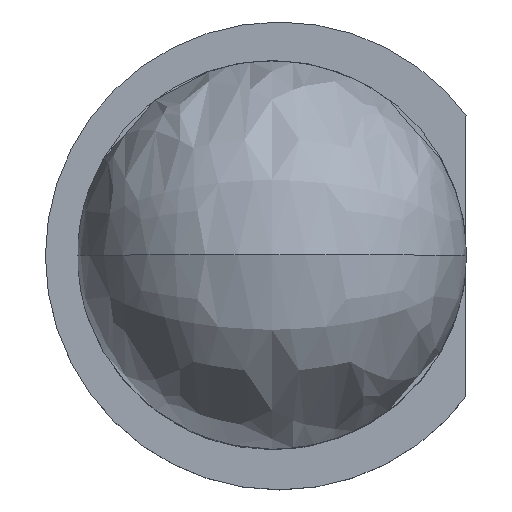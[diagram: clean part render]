
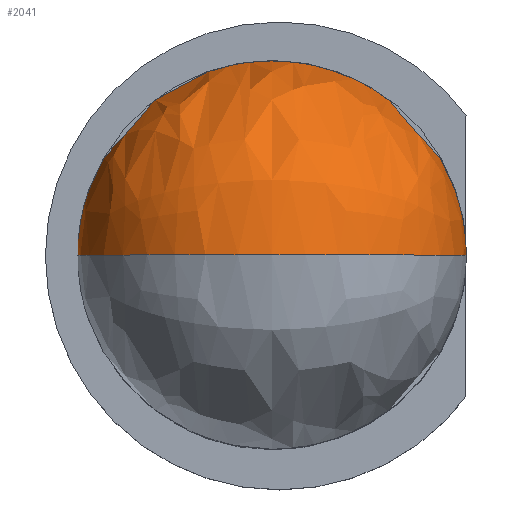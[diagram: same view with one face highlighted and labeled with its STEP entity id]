
A CAD part, top view. The second image highlights one B-rep face of the part: STEP entity #2041.
In plain terms, the highlighted free-form (B-spline) face has degree [3, 3] with [4, 4] control points.
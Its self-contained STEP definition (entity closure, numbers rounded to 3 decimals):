
#183 =( BOUNDED_SURFACE ( )  B_SPLINE_SURFACE ( 3, 3, ( 
 ( #1117, #1963, #2232, #3106 ),
 ( #2827, #2246, #2542, #1695 ),
 ( #1358, #794, #519, #510 ),
 ( #1378, #2530, #3119, #1707 ) ),
 .UNSPECIFIED., .F., .F., .F. ) 
 B_SPLINE_SURFACE_WITH_KNOTS ( ( 4, 4 ),
 ( 4, 4 ),
 ( 0., 1. ),
 ( 0., 1. ),
 .UNSPECIFIED. ) 
 GEOMETRIC_REPRESENTATION_ITEM ( )  RATIONAL_B_SPLINE_SURFACE ( (
 ( 1., 0.333, 0.333, 1.),
 ( 0.333, 0.111, 0.111, 0.333),
 ( 0.333, 0.111, 0.111, 0.333),
 ( 1., 0.333, 0.333, 1.) ) ) 
 REPRESENTATION_ITEM ( '' )  SURFACE ( )  );
#256 = DIRECTION ( 'NONE',  ( 1., 0., 0. ) ) ;
#307 = CARTESIAN_POINT ( 'NONE',  ( 0., 0., 0. ) ) ;
#510 = CARTESIAN_POINT ( 'NONE',  ( -2.5, 0., 5. ) ) ;
#519 = CARTESIAN_POINT ( 'NONE',  ( -2.5, 10., 5. ) ) ;
#605 = VERTEX_POINT ( 'NONE', #872 ) ;
#612 = AXIS2_PLACEMENT_3D ( 'NONE', #2290, #2317, #2872 ) ;
#654 = ORIENTED_EDGE ( 'NONE', *, *, #1527, .T. ) ;
#794 = CARTESIAN_POINT ( 'NONE',  ( -2.5, 10., -5. ) ) ;
#872 = CARTESIAN_POINT ( 'NONE',  ( 2.5, 0., 0. ) ) ;
#1117 = CARTESIAN_POINT ( 'NONE',  ( 2.5, 0., 0. ) ) ;
#1352 = CIRCLE ( 'NONE', #612, 2.5 ) ;
#1358 = CARTESIAN_POINT ( 'NONE',  ( -2.5, 0., -5. ) ) ;
#1378 = CARTESIAN_POINT ( 'NONE',  ( -2.5, 0., 0. ) ) ;
#1426 = DIRECTION ( 'NONE',  ( 0., 1., 0. ) ) ;
#1502 = ORIENTED_EDGE ( 'NONE', *, *, #1752, .F. ) ;
#1527 = EDGE_CURVE ( 'NONE', #605, #1590, #2286, .T. ) ;
#1590 = VERTEX_POINT ( 'NONE', #3224 ) ;
#1695 = CARTESIAN_POINT ( 'NONE',  ( 2.5, 0., 5. ) ) ;
#1707 = CARTESIAN_POINT ( 'NONE',  ( -2.5, 0., 0. ) ) ;
#1752 = EDGE_CURVE ( 'NONE', #605, #1590, #1352, .T. ) ;
#1768 = AXIS2_PLACEMENT_3D ( 'NONE', #307, #1426, #256 ) ;
#1963 = CARTESIAN_POINT ( 'NONE',  ( 2.5, 0., 0. ) ) ;
#2041 = ADVANCED_FACE ( 'N', ( #2243 ), #183, .T. ) ;
#2232 = CARTESIAN_POINT ( 'NONE',  ( 2.5, 0., 0. ) ) ;
#2242 = EDGE_LOOP ( 'NONE', ( #1502, #654 ) ) ;
#2243 = FACE_OUTER_BOUND ( 'NONE', #2242, .T. ) ;
#2246 = CARTESIAN_POINT ( 'NONE',  ( 2.5, 10., -5. ) ) ;
#2286 = CIRCLE ( 'NONE', #1768, 2.5 ) ;
#2290 = CARTESIAN_POINT ( 'NONE',  ( 0., 0., 0. ) ) ;
#2317 = DIRECTION ( 'NONE',  ( 0., -1., 0. ) ) ;
#2530 = CARTESIAN_POINT ( 'NONE',  ( -2.5, 0., 0. ) ) ;
#2542 = CARTESIAN_POINT ( 'NONE',  ( 2.5, 10., 5. ) ) ;
#2827 = CARTESIAN_POINT ( 'NONE',  ( 2.5, 0., -5. ) ) ;
#2872 = DIRECTION ( 'NONE',  ( 1., 0., 0. ) ) ;
#3106 = CARTESIAN_POINT ( 'NONE',  ( 2.5, 0., 0. ) ) ;
#3119 = CARTESIAN_POINT ( 'NONE',  ( -2.5, 0., 0. ) ) ;
#3224 = CARTESIAN_POINT ( 'NONE',  ( -2.5, 0., 0. ) ) ;
